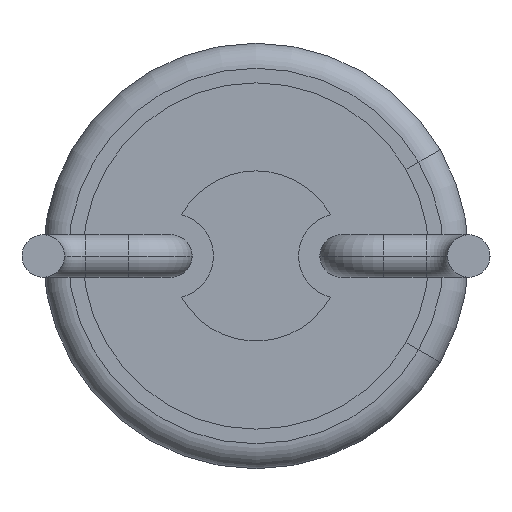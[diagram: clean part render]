
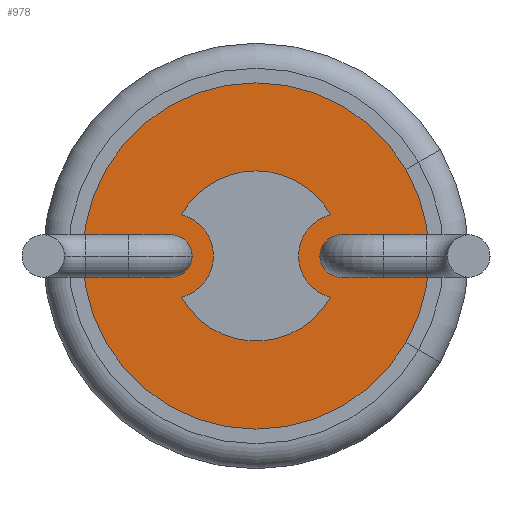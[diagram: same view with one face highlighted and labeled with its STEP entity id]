
A CAD part, front view. The second image highlights one B-rep face of the part: STEP entity #978.
In plain terms, the highlighted planar face has unit normal (0, -1, 0).
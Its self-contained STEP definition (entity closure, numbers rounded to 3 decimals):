
#20 = AXIS2_PLACEMENT_3D ( 'NONE', #218, #2210, #2217 ) ;
#80 = CARTESIAN_POINT ( 'NONE',  ( -0.875, 0.75, -0.484 ) ) ;
#84 = EDGE_CURVE ( 'NONE', #2411, #212, #899, .T. ) ;
#95 = CIRCLE ( 'NONE', #939, 0.5 ) ;
#151 = AXIS2_PLACEMENT_3D ( 'NONE', #1793, #688, #262 ) ;
#185 = VERTEX_POINT ( 'NONE', #80 ) ;
#212 = VERTEX_POINT ( 'NONE', #1616 ) ;
#218 = CARTESIAN_POINT ( 'NONE',  ( -1., 0.75, 0. ) ) ;
#224 = AXIS2_PLACEMENT_3D ( 'NONE', #2319, #580, #1686 ) ;
#262 = DIRECTION ( 'NONE',  ( 1., 0., 0. ) ) ;
#268 = DIRECTION ( 'NONE',  ( 0., -1., 0. ) ) ;
#292 = ORIENTED_EDGE ( 'NONE', *, *, #595, .F. ) ;
#330 = EDGE_LOOP ( 'NONE', ( #2240, #1542, #1613, #1530, #292 ) ) ;
#480 = AXIS2_PLACEMENT_3D ( 'NONE', #1317, #1147, #2204 ) ;
#508 = CIRCLE ( 'NONE', #20, 0.5 ) ;
#538 = EDGE_CURVE ( 'NONE', #212, #2411, #2702, .T. ) ;
#580 = DIRECTION ( 'NONE',  ( 0., 1., 0. ) ) ;
#595 = EDGE_CURVE ( 'NONE', #2776, #672, #95, .T. ) ;
#639 = ORIENTED_EDGE ( 'NONE', *, *, #538, .T. ) ;
#672 = VERTEX_POINT ( 'NONE', #830 ) ;
#688 = DIRECTION ( 'NONE',  ( 0., -1., 0. ) ) ;
#830 = CARTESIAN_POINT ( 'NONE',  ( 0.875, 0.75, 0.484 ) ) ;
#838 = CARTESIAN_POINT ( 'NONE',  ( 0., 0.75, 0. ) ) ;
#899 = CIRCLE ( 'NONE', #151, 2.035 ) ;
#924 = AXIS2_PLACEMENT_3D ( 'NONE', #838, #2320, #1045 ) ;
#939 = AXIS2_PLACEMENT_3D ( 'NONE', #2715, #1856, #2498 ) ;
#978 = ADVANCED_FACE ( 'NONE', ( #1771, #2298 ), #2191, .F. ) ;
#1024 = DIRECTION ( 'NONE',  ( 0., 1., 0. ) ) ;
#1045 = DIRECTION ( 'NONE',  ( -1., 0., 0. ) ) ;
#1147 = DIRECTION ( 'NONE',  ( 0., 1., 0. ) ) ;
#1210 = CARTESIAN_POINT ( 'NONE',  ( 2.035, 0.75, 0. ) ) ;
#1245 = EDGE_CURVE ( 'NONE', #2776, #185, #1902, .T. ) ;
#1317 = CARTESIAN_POINT ( 'NONE',  ( 0., 0.75, 0. ) ) ;
#1362 = VERTEX_POINT ( 'NONE', #1683 ) ;
#1479 = EDGE_CURVE ( 'NONE', #1362, #672, #2769, .T. ) ;
#1493 = EDGE_CURVE ( 'NONE', #2521, #1362, #1800, .T. ) ;
#1530 = ORIENTED_EDGE ( 'NONE', *, *, #1479, .T. ) ;
#1542 = ORIENTED_EDGE ( 'NONE', *, *, #2242, .T. ) ;
#1572 = CARTESIAN_POINT ( 'NONE',  ( -0.875, 0.75, 0.484 ) ) ;
#1604 = AXIS2_PLACEMENT_3D ( 'NONE', #2399, #268, #2410 ) ;
#1613 = ORIENTED_EDGE ( 'NONE', *, *, #1493, .T. ) ;
#1616 = CARTESIAN_POINT ( 'NONE',  ( -2.035, 0.75, 0. ) ) ;
#1683 = CARTESIAN_POINT ( 'NONE',  ( 0., 0.75, 1. ) ) ;
#1686 = DIRECTION ( 'NONE',  ( -1., 0., 0. ) ) ;
#1771 = FACE_BOUND ( 'NONE', #330, .T. ) ;
#1793 = CARTESIAN_POINT ( 'NONE',  ( 0., 0.75, 0. ) ) ;
#1800 = CIRCLE ( 'NONE', #2358, 1. ) ;
#1848 = ORIENTED_EDGE ( 'NONE', *, *, #84, .T. ) ;
#1856 = DIRECTION ( 'NONE',  ( 0., 1., 0. ) ) ;
#1902 = CIRCLE ( 'NONE', #924, 1. ) ;
#2191 = PLANE ( 'NONE',  #480 ) ;
#2204 = DIRECTION ( 'NONE',  ( -1., 0., 0. ) ) ;
#2210 = DIRECTION ( 'NONE',  ( 0., -1., 0. ) ) ;
#2217 = DIRECTION ( 'NONE',  ( -1., 0., 0. ) ) ;
#2240 = ORIENTED_EDGE ( 'NONE', *, *, #1245, .T. ) ;
#2242 = EDGE_CURVE ( 'NONE', #185, #2521, #508, .T. ) ;
#2295 = CARTESIAN_POINT ( 'NONE',  ( 0., 0.75, 0. ) ) ;
#2298 = FACE_OUTER_BOUND ( 'NONE', #2488, .T. ) ;
#2319 = CARTESIAN_POINT ( 'NONE',  ( 0., 0.75, 0. ) ) ;
#2320 = DIRECTION ( 'NONE',  ( 0., 1., 0. ) ) ;
#2358 = AXIS2_PLACEMENT_3D ( 'NONE', #2295, #1024, #2733 ) ;
#2399 = CARTESIAN_POINT ( 'NONE',  ( 0., 0.75, 0. ) ) ;
#2410 = DIRECTION ( 'NONE',  ( 1., 0., 0. ) ) ;
#2411 = VERTEX_POINT ( 'NONE', #1210 ) ;
#2488 = EDGE_LOOP ( 'NONE', ( #1848, #639 ) ) ;
#2498 = DIRECTION ( 'NONE',  ( -1., 0., 0. ) ) ;
#2521 = VERTEX_POINT ( 'NONE', #1572 ) ;
#2653 = CARTESIAN_POINT ( 'NONE',  ( 0.875, 0.75, -0.484 ) ) ;
#2702 = CIRCLE ( 'NONE', #1604, 2.035 ) ;
#2715 = CARTESIAN_POINT ( 'NONE',  ( 1., 0.75, 0. ) ) ;
#2733 = DIRECTION ( 'NONE',  ( -1., 0., 0. ) ) ;
#2769 = CIRCLE ( 'NONE', #224, 1. ) ;
#2776 = VERTEX_POINT ( 'NONE', #2653 ) ;
